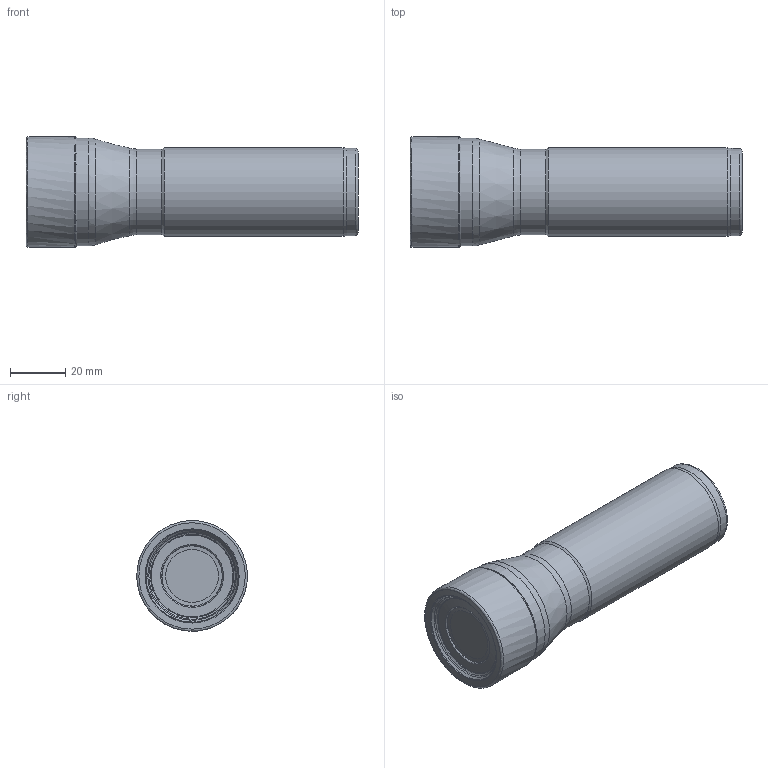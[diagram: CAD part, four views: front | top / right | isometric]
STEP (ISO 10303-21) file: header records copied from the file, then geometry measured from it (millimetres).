
FILE_DESCRIPTION(/* description */ (''),/* implementation_level */ '2;1');
FILE_NAME(/* name */ 'AEM90-RT16-D40-W32-L120-Z04-H.stp',/* time_stamp */ '2023-10-26T21:15:13+03:00',/* author */ (''),/* organization */ (''),/* preprocessor_version */ 'ST-DEVELOPER v19.4',/* originating_system */ 'SIEMENS PLM Software NX2306.3001',/* authorisation */ '');
FILE_SCHEMA (('AUTOMOTIVE_DESIGN { 1 0 10303 214 3 1 1 1 }'));
Length unit declared in the file: millimetre
Products named in the file (1): AEM90-RT16-D40-W32-L120-Z04-H
Bounding box: 119.92 x 39.92 x 39.96 mm (x, y, z)
Volume: 120303.9 mm3; surface area: 19938.4 mm2
Topology: 2 solids, 2 shells, 46 faces, 116 edges, 73 vertices
Faces by surface type: revolution 28, cone 6, torus 4, cylinder 4, plane 3, bspline 1
Full cylindrical faces by diameter (mm): 31 x1, 31.5 x1, 32 x1, 38.9 x1
Entity records: 1191 total; most frequent: CARTESIAN_POINT 216, DIRECTION 182, EDGE_LOOP 90, ORIENTED_EDGE 90, FACE_BOUND 88, AXIS2_PLACEMENT_3D 71, ADVANCED_FACE 46, VERTEX_POINT 45
